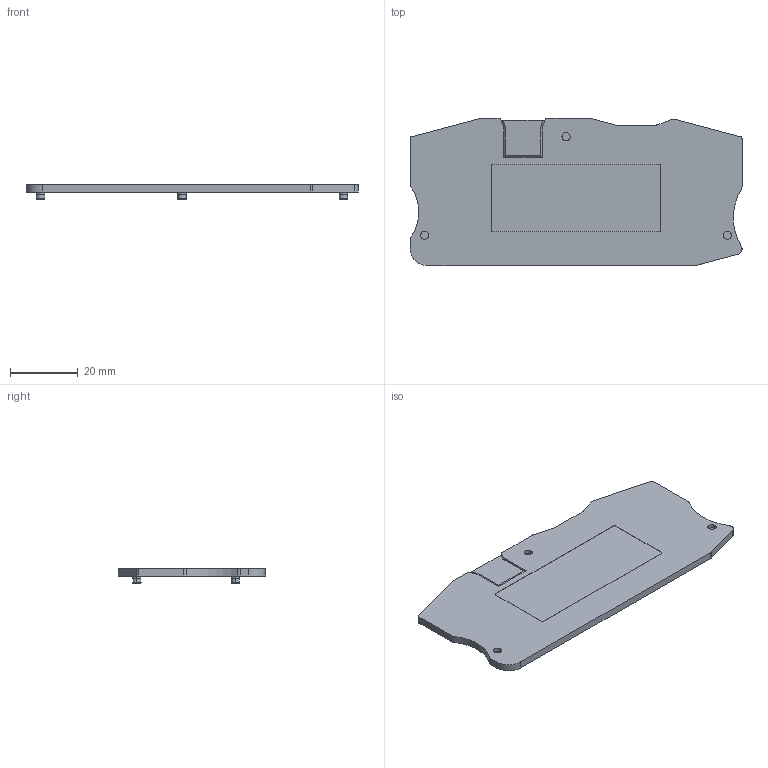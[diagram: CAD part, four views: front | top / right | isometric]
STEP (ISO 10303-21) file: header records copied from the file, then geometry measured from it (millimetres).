
FILE_DESCRIPTION((''),'2;1');
FILE_NAME('8YB750308','2023-04-04T',('ASUS'),(''),'PRO/ENGINEER BY PARAMETRIC TECHNOLOGY CORPORATION, 2013230','PRO/ENGINEER BY PARAMETRIC TECHNOLOGY CORPORATION, 2013230','');
FILE_SCHEMA(('CONFIG_CONTROL_DESIGN'));
Length unit declared in the file: millimetre
Products named in the file (1): 8YB750308
Bounding box: 98 x 43.4 x 4.4 mm (x, y, z)
Volume: 7961.7 mm3; surface area: 15433.8 mm2
Topology: 1 solids, 24 shells, 374 faces, 934 edges, 616 vertices
Faces by surface type: plane 197, cylinder 165, cone 6, torus 6
Entity records: 11231 total; most frequent: DIRECTION 2030, CARTESIAN_POINT 1924, ORIENTED_EDGE 1868, EDGE_CURVE 934, AXIS2_PLACEMENT_3D 722, VERTEX_POINT 616, VECTOR 586, LINE 586
